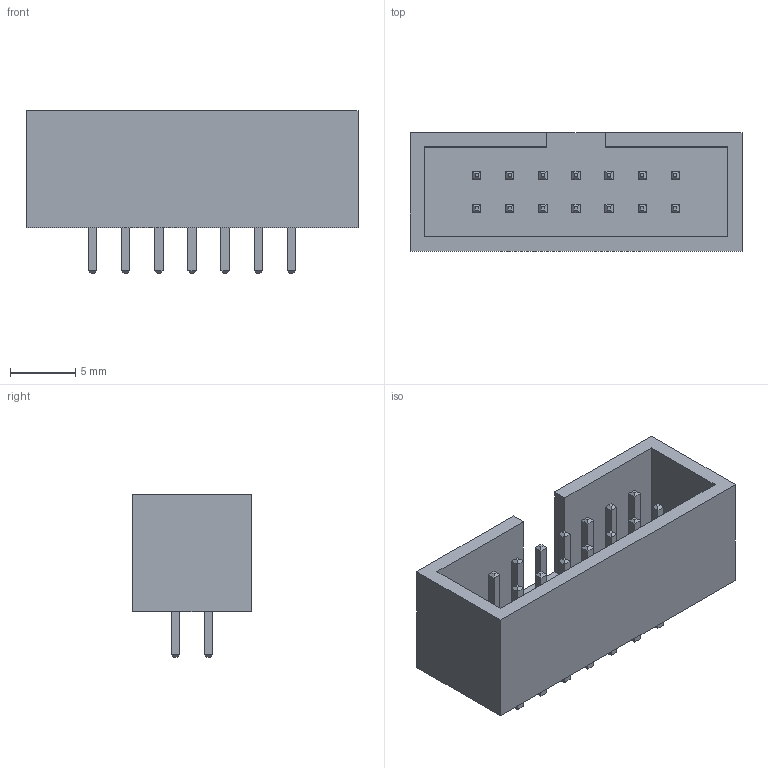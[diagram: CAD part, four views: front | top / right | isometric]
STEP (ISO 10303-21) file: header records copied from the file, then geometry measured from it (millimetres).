
FILE_DESCRIPTION (( 'STEP AP214' ), '1' );
FILE_NAME ('IDC-14M.STEP', '2023-06-22T06:36:33', ( '' ), ( '' ), 'SwSTEP 2.0', 'SolidWorks 2019', '' );
FILE_SCHEMA (( 'AUTOMOTIVE_DESIGN' ));
Length unit declared in the file: millimetre
Products named in the file (3): Pin; IDC-14M; Ïëàñòèê
Assembly tree (15 placements, depth 2):
  IDC-14M
    Pin  x14
    Ïëàñòèê
Bounding box: 25.48 x 9.1 x 12.5 mm (x, y, z)
Volume: 909.8 mm3; surface area: 1901.3 mm2
Topology: 15 solids, 15 shells, 210 faces, 428 edges, 248 vertices
Faces by surface type: plane 210
Entity records: 978 total; most frequent: DIRECTION 156, CARTESIAN_POINT 150, ORIENTED_EDGE 128, LINE 64, VECTOR 64, EDGE_CURVE 64, AXIS2_PLACEMENT_3D 46, VERTEX_POINT 40
